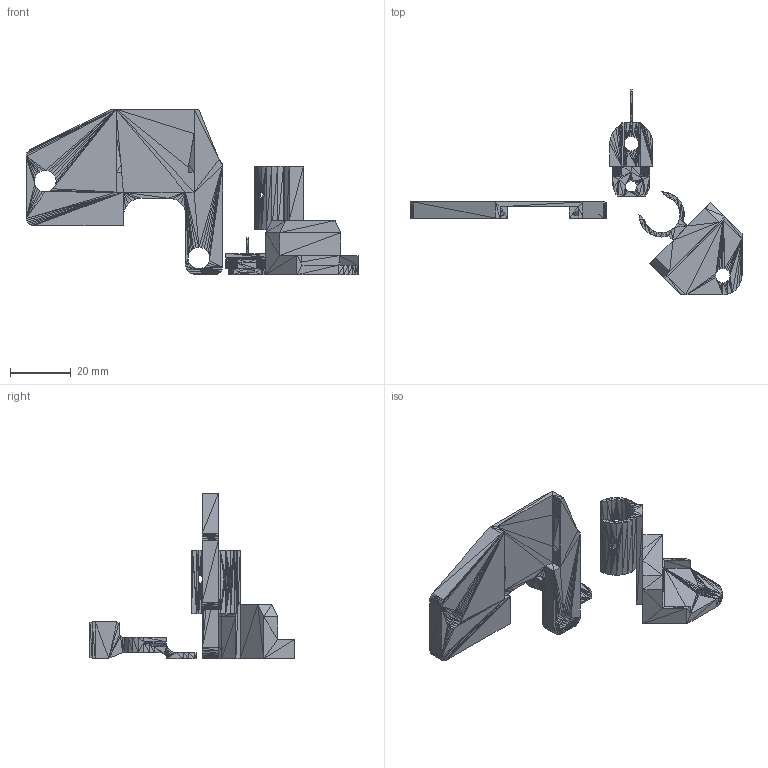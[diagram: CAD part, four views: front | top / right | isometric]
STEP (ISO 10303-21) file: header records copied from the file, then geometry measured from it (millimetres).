
FILE_DESCRIPTION(('FreeCAD Model'),'2;1');
FILE_NAME('Open CASCADE Shape Model','2024-12-02T13:54:59',('Author'),( ''),'Open CASCADE STEP processor 7.8','FreeCAD','Unknown');
FILE_SCHEMA(('AUTOMOTIVE_DESIGN { 1 0 10303 214 1 1 1 1 }'));
Length unit declared in the file: millimetre
Products named in the file (1): lickSpoutPostHolder001 (Solid)
Bounding box: 109.74 x 67.99 x 54.69 mm (x, y, z)
Volume: 5975.5 mm3; surface area: 11573.1 mm2
Topology: 4 solids, 58 shells, 2161 faces, 3196 edges, 1054 vertices
Faces by surface type: plane 2161
Entity records: 41897 total; most frequent: DIRECTION 7520, ORIENTED_EDGE 6483, CARTESIAN_POINT 6412, EDGE_CURVE 3196, LINE 3196, VECTOR 3196, AXIS2_PLACEMENT_3D 2162, ADVANCED_FACE 2161
